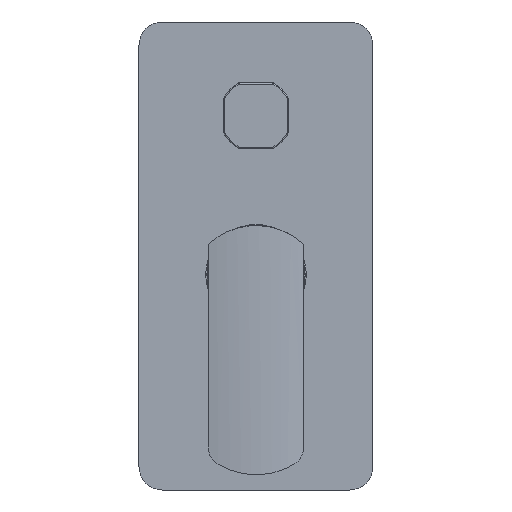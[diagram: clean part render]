
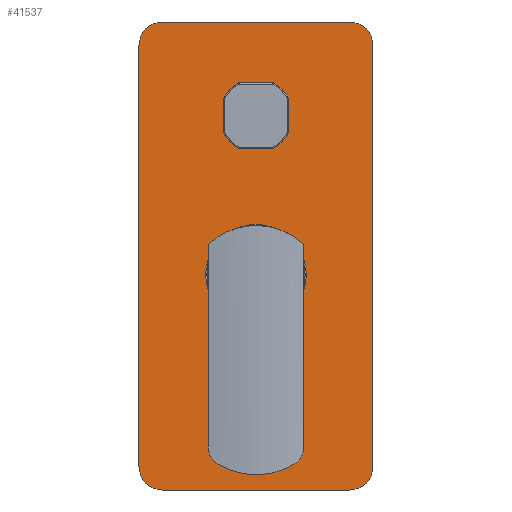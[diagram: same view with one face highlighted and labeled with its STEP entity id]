
A CAD part, front view. The second image highlights one B-rep face of the part: STEP entity #41537.
In plain terms, the highlighted planar face has unit normal (0, -1, 0).
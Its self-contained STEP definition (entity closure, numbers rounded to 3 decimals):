
#41294=CARTESIAN_POINT('',(-40.,-1.5,-90.));
#41295=DIRECTION('',(0.,1.,0.));
#41296=DIRECTION('',(0.,0.,-1.));
#41297=AXIS2_PLACEMENT_3D('',#41294,#41295,#41296);
#41299=CARTESIAN_POINT('',(-40.,-1.5,90.));
#41300=DIRECTION('',(0.,1.,0.));
#41301=DIRECTION('',(-1.,0.,0.));
#41302=AXIS2_PLACEMENT_3D('',#41299,#41300,#41301);
#41304=CARTESIAN_POINT('',(40.,-1.5,90.));
#41305=DIRECTION('',(0.,1.,0.));
#41306=DIRECTION('',(0.,0.,1.));
#41307=AXIS2_PLACEMENT_3D('',#41304,#41305,#41306);
#41309=CARTESIAN_POINT('',(40.,-1.5,-90.));
#41310=DIRECTION('',(0.,1.,0.));
#41311=DIRECTION('',(1.,0.,0.));
#41312=AXIS2_PLACEMENT_3D('',#41309,#41310,#41311);
#41314=CARTESIAN_POINT('',(0.,-1.5,60.));
#41315=DIRECTION('',(0.,-1.,0.));
#41316=DIRECTION('',(1.,0.,0.));
#41317=AXIS2_PLACEMENT_3D('',#41314,#41315,#41316);
#41319=CARTESIAN_POINT('',(0.,-1.5,60.));
#41320=DIRECTION('',(0.,-1.,0.));
#41321=DIRECTION('',(-1.,0.,0.));
#41322=AXIS2_PLACEMENT_3D('',#41319,#41320,#41321);
#41324=CARTESIAN_POINT('',(0.,-1.5,-8.));
#41325=DIRECTION('',(0.,-1.,0.));
#41326=DIRECTION('',(1.,0.,0.));
#41327=AXIS2_PLACEMENT_3D('',#41324,#41325,#41326);
#41329=CARTESIAN_POINT('',(0.,-1.5,-8.));
#41330=DIRECTION('',(0.,-1.,0.));
#41331=DIRECTION('',(-1.,0.,0.));
#41332=AXIS2_PLACEMENT_3D('',#41329,#41330,#41331);
#41342=DIRECTION('',(1.,0.,0.));
#41343=VECTOR('',#41342,80.);
#41344=CARTESIAN_POINT('',(-40.,-1.5,-100.));
#41345=LINE('',#41344,#41343);
#41354=DIRECTION('',(0.,0.,1.));
#41355=VECTOR('',#41354,180.);
#41356=CARTESIAN_POINT('',(50.,-1.5,-90.));
#41357=LINE('',#41356,#41355);
#41366=DIRECTION('',(-1.,0.,0.));
#41367=VECTOR('',#41366,80.);
#41368=CARTESIAN_POINT('',(40.,-1.5,100.));
#41369=LINE('',#41368,#41367);
#41378=DIRECTION('',(0.,0.,-1.));
#41379=VECTOR('',#41378,180.);
#41380=CARTESIAN_POINT('',(-50.,-1.5,90.));
#41381=LINE('',#41380,#41379);
#41454=CARTESIAN_POINT('',(-40.,-1.5,-100.));
#41455=CARTESIAN_POINT('',(-50.,-1.5,-90.));
#41456=VERTEX_POINT('',#41454);
#41457=VERTEX_POINT('',#41455);
#41458=CARTESIAN_POINT('',(-50.,-1.5,90.));
#41459=VERTEX_POINT('',#41458);
#41460=CARTESIAN_POINT('',(-40.,-1.5,100.));
#41461=VERTEX_POINT('',#41460);
#41462=CARTESIAN_POINT('',(40.,-1.5,100.));
#41463=VERTEX_POINT('',#41462);
#41464=CARTESIAN_POINT('',(50.,-1.5,90.));
#41465=VERTEX_POINT('',#41464);
#41466=CARTESIAN_POINT('',(50.,-1.5,-90.));
#41467=VERTEX_POINT('',#41466);
#41468=CARTESIAN_POINT('',(40.,-1.5,-100.));
#41469=VERTEX_POINT('',#41468);
#41470=CARTESIAN_POINT('',(10.25,-1.5,60.));
#41471=CARTESIAN_POINT('',(-10.25,-1.5,60.));
#41472=VERTEX_POINT('',#41470);
#41473=VERTEX_POINT('',#41471);
#41474=CARTESIAN_POINT('',(21.5,-1.5,-8.));
#41475=CARTESIAN_POINT('',(-21.5,-1.5,-8.));
#41476=VERTEX_POINT('',#41474);
#41477=VERTEX_POINT('',#41475);
#41502=CARTESIAN_POINT('',(0.,-1.5,0.));
#41503=DIRECTION('',(0.,1.,0.));
#41504=DIRECTION('',(1.,0.,0.));
#41505=AXIS2_PLACEMENT_3D('',#41502,#41503,#41504);
#41506=PLANE('',#41505);
#41508=ORIENTED_EDGE('',*,*,#41507,.T.);
#41510=ORIENTED_EDGE('',*,*,#41509,.F.);
#41512=ORIENTED_EDGE('',*,*,#41511,.T.);
#41514=ORIENTED_EDGE('',*,*,#41513,.F.);
#41516=ORIENTED_EDGE('',*,*,#41515,.T.);
#41518=ORIENTED_EDGE('',*,*,#41517,.F.);
#41520=ORIENTED_EDGE('',*,*,#41519,.T.);
#41522=ORIENTED_EDGE('',*,*,#41521,.F.);
#41523=EDGE_LOOP('',(#41508,#41510,#41512,#41514,#41516,#41518,#41520,#41522));
#41524=FACE_OUTER_BOUND('',#41523,.F.);
#41526=ORIENTED_EDGE('',*,*,#41525,.T.);
#41528=ORIENTED_EDGE('',*,*,#41527,.T.);
#41529=EDGE_LOOP('',(#41526,#41528));
#41530=FACE_BOUND('',#41529,.F.);
#41532=ORIENTED_EDGE('',*,*,#41531,.T.);
#41534=ORIENTED_EDGE('',*,*,#41533,.T.);
#41535=EDGE_LOOP('',(#41532,#41534));
#41536=FACE_BOUND('',#41535,.F.);
#41298=CIRCLE('',#41297,10.);
#41303=CIRCLE('',#41302,10.);
#41308=CIRCLE('',#41307,10.);
#41313=CIRCLE('',#41312,10.);
#41318=CIRCLE('',#41317,10.25);
#41323=CIRCLE('',#41322,10.25);
#41328=CIRCLE('',#41327,21.5);
#41333=CIRCLE('',#41332,21.5);
#41507=EDGE_CURVE('',#41456,#41457,#41298,.T.);
#41509=EDGE_CURVE('',#41459,#41457,#41381,.T.);
#41511=EDGE_CURVE('',#41459,#41461,#41303,.T.);
#41513=EDGE_CURVE('',#41463,#41461,#41369,.T.);
#41515=EDGE_CURVE('',#41463,#41465,#41308,.T.);
#41517=EDGE_CURVE('',#41467,#41465,#41357,.T.);
#41519=EDGE_CURVE('',#41467,#41469,#41313,.T.);
#41521=EDGE_CURVE('',#41456,#41469,#41345,.T.);
#41525=EDGE_CURVE('',#41472,#41473,#41318,.T.);
#41527=EDGE_CURVE('',#41473,#41472,#41323,.T.);
#41531=EDGE_CURVE('',#41476,#41477,#41328,.T.);
#41533=EDGE_CURVE('',#41477,#41476,#41333,.T.);
#41537=ADVANCED_FACE('',(#41524,#41530,#41536),#41506,.F.);
